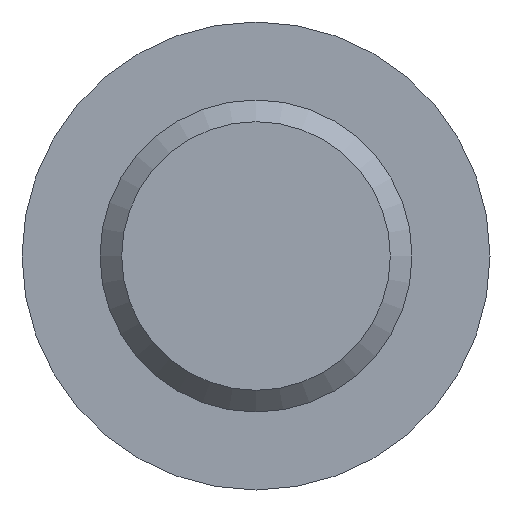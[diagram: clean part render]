
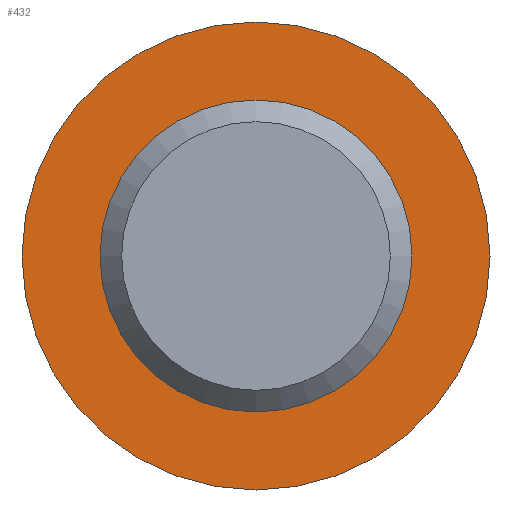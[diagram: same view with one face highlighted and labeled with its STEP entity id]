
A CAD part, front view. The second image highlights one B-rep face of the part: STEP entity #432.
In plain terms, the highlighted planar face has unit normal (0, -1, 0).
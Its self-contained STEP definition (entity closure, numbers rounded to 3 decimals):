
#4 = CARTESIAN_POINT ( 'NONE',  ( 0., 150., -9. ) ) ;
#8 = CARTESIAN_POINT ( 'NONE',  ( 0., 150., -13.5 ) ) ;
#17 = EDGE_LOOP ( 'NONE', ( #375 ) ) ;
#25 = EDGE_CURVE ( 'NONE', #347, #347, #150, .T. ) ;
#35 = EDGE_CURVE ( 'NONE', #229, #229, #159, .T. ) ;
#62 = FACE_BOUND ( 'NONE', #17, .T. ) ;
#63 = DIRECTION ( 'NONE',  ( 0., -1., 0. ) ) ;
#108 = AXIS2_PLACEMENT_3D ( 'NONE', #138, #516, #237 ) ;
#138 = CARTESIAN_POINT ( 'NONE',  ( -9., 150., 0. ) ) ;
#145 = CARTESIAN_POINT ( 'NONE',  ( 0., 150., 0. ) ) ;
#150 = CIRCLE ( 'NONE', #378, 9. ) ;
#159 = CIRCLE ( 'NONE', #260, 13.5 ) ;
#229 = VERTEX_POINT ( 'NONE', #8 ) ;
#237 = DIRECTION ( 'NONE',  ( 0., 0., 1. ) ) ;
#260 = AXIS2_PLACEMENT_3D ( 'NONE', #145, #528, #318 ) ;
#283 = DIRECTION ( 'NONE',  ( 0., 0., -1. ) ) ;
#318 = DIRECTION ( 'NONE',  ( 0., 0., -1. ) ) ;
#347 = VERTEX_POINT ( 'NONE', #4 ) ;
#375 = ORIENTED_EDGE ( 'NONE', *, *, #25, .F. ) ;
#378 = AXIS2_PLACEMENT_3D ( 'NONE', #520, #63, #283 ) ;
#400 = FACE_OUTER_BOUND ( 'NONE', #417, .T. ) ;
#417 = EDGE_LOOP ( 'NONE', ( #525 ) ) ;
#432 = ADVANCED_FACE ( 'NONE', ( #62, #400 ), #519, .F. ) ;
#516 = DIRECTION ( 'NONE',  ( 0., 1., 0. ) ) ;
#519 = PLANE ( 'NONE',  #108 ) ;
#520 = CARTESIAN_POINT ( 'NONE',  ( 0., 150., 0. ) ) ;
#525 = ORIENTED_EDGE ( 'NONE', *, *, #35, .T. ) ;
#528 = DIRECTION ( 'NONE',  ( 0., -1., 0. ) ) ;
